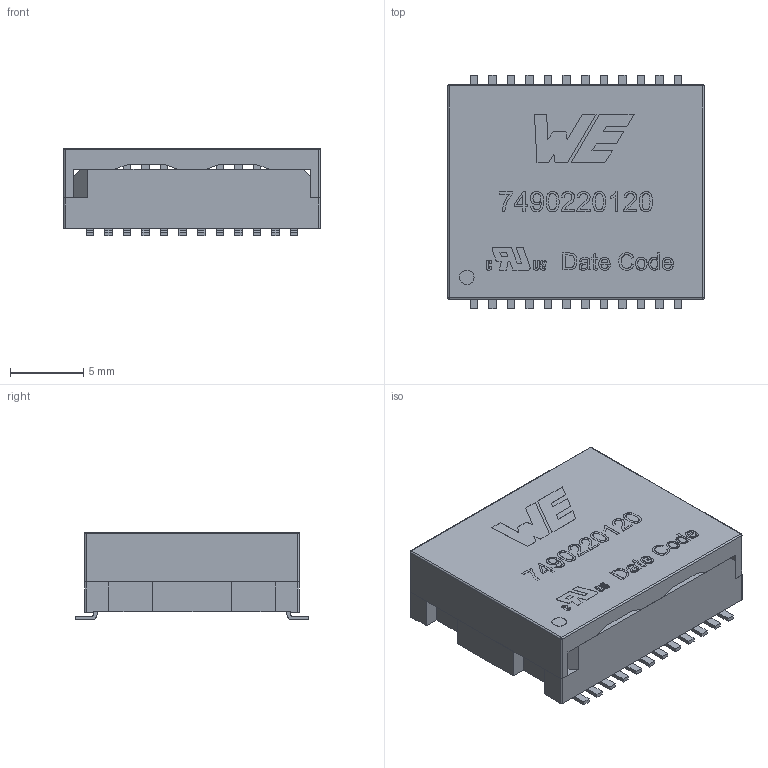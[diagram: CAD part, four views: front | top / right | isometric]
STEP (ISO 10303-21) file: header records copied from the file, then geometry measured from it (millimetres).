
FILE_DESCRIPTION(/* description */ ('Unknown','CAx-IF Rec.Pracs.---Representation and Presentation of Product Manufacturing Information (PMI)---4.0---2014-10-13','CAx-IF Rec.Pracs.---3D Tessellated Geometry---0.4---2014-09-14','2;1'),/* implementation_level */ '2;1');
FILE_NAME(/* name */ '7490220120',/* time_stamp */ '2023-04-28T16:26:50+08:00',/* author */ ('Unknown'),/* organization */ ('Unknown'),/* preprocessor_version */ 'ST-DEVELOPER v16.7',/* originating_system */ 'Solid Edge',/* authorisation */ 'Unknown');
FILE_SCHEMA (('AP242_MANAGED_MODEL_BASED_3D_ENGINEERING_MIM_LF { 1 0 10303 442 1 1 4 }'));
Length unit declared in the file: millimetre
Products named in the file (4): 7490220120; Housing; Cover; Pins
Assembly tree (3 placements, depth 2):
  7490220120
    Housing
    Cover
    Pins
Bounding box: 17.55 x 16 x 6 mm (x, y, z)
Volume: 705.6 mm3; surface area: 2066.3 mm2
Topology: 26 solids, 26 shells, 765 faces, 1945 edges, 1242 vertices
Faces by surface type: plane 611, cylinder 109, bspline 41, sphere 4
Full cylindrical faces by diameter (mm): 1 x1
Entity records: 27047 total; most frequent: CARTESIAN_POINT 6760, ORIENTED_EDGE 3860, DIRECTION 3394, EDGE_CURVE 1930, LINE 1502, VECTOR 1502, VERTEX_POINT 1242, AXIS2_PLACEMENT_3D 946
